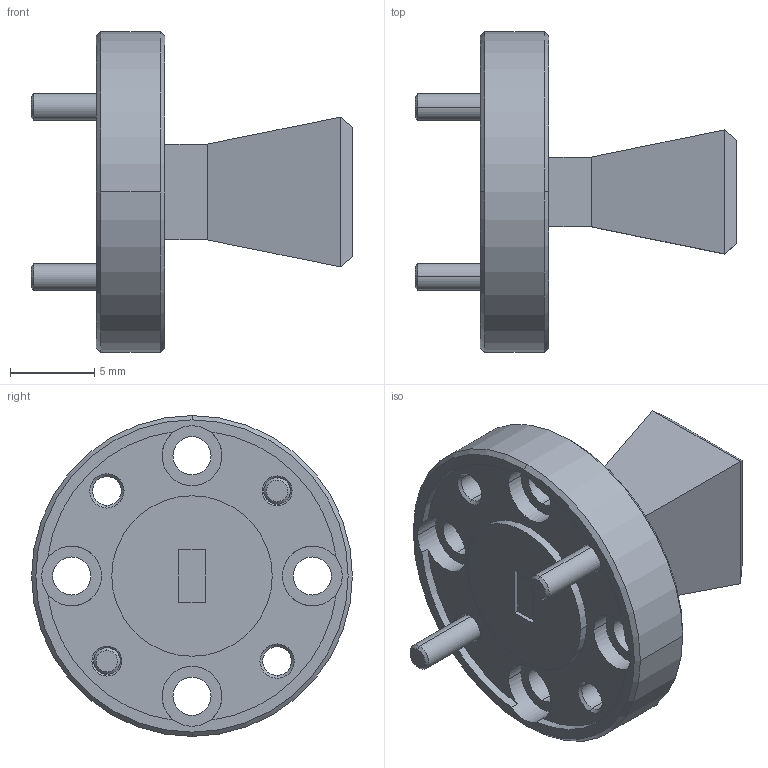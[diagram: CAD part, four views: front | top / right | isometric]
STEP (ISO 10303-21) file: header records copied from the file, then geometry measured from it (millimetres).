
FILE_DESCRIPTION (( 'STEP AP214' ), '1' );
FILE_NAME ('AR-E13-A Rev 1.0, CTRLD.STEP', '2023-01-17T21:23:22', ( '' ), ( '' ), 'SwSTEP 2.0', 'SolidWorks 2021', '' );
FILE_SCHEMA (( 'AUTOMOTIVE_DESIGN' ));
Length unit declared in the file: inch
Products named in the file (1): AR-E13-A Rev 1.0, CTRLD
Bounding box: 19.11 x 19.05 x 19.05 mm (x, y, z)
Volume: 1429 mm3; surface area: 1378.4 mm2
Topology: 3 solids, 3 shells, 86 faces, 208 edges, 132 vertices
Faces by surface type: cylinder 36, plane 30, cone 20
Entity records: 2630 total; most frequent: DIRECTION 486, CARTESIAN_POINT 427, ORIENTED_EDGE 416, EDGE_CURVE 208, AXIS2_PLACEMENT_3D 191, VERTEX_POINT 132, EDGE_LOOP 106, CIRCLE 104
